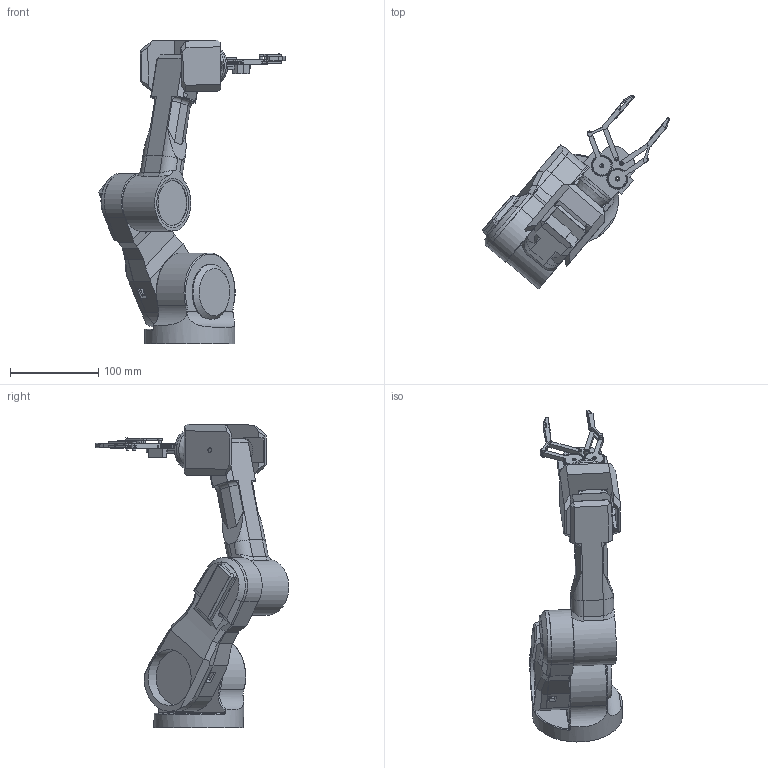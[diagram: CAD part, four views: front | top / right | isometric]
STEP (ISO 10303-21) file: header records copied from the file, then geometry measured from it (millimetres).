
FILE_DESCRIPTION(/* description */ ('STEP AP242','CAx-IF Rec.Pracs.---Representation and Presentation of Product Manufacturing Information (PMI)---4.0---2014-10-13','CAx-IF Rec.Pracs.---3D Tessellated Geometry---0.4---2014-09-14','2;1'),/* implementation_level */ '2;1');
FILE_NAME(/* name */ '67d6b39b454395407bbf72e4',/* time_stamp */ '2025-03-16T11:18:53Z',/* author */ (''),/* organization */ (''),/* preprocessor_version */ 'ST-DEVELOPER v20',/* originating_system */ 'ONSHAPE BY PTC INC, 1.195',/* authorisation */ ' ');
FILE_SCHEMA (('AP242_MANAGED_MODEL_BASED_3D_ENGINEERING_MIM_LF { 1 0 10303 442 1 1 4 }'));
Length unit declared in the file: metre
Products named in the file (24): Assembly 1; Spur gear (29 teeth); Part 52; Part 56; Part 57; Part 16; Part 6; Part 14; Part 15; Part 11; Part 59; Part 3; Part 55; Part 2; Part 61; Part 4; Part 62; Part 58; Part 10; Part 63; Part 60; Part 19
Assembly tree (23 placements, depth 2):
  Assembly 1
    Spur gear (29 teeth)
    Part 52
    Part 56
    Part 57
    Part 16
    Part 6
    Part 6
    Part 14
    Part 15
    Part 11
    Part 59
    Part 3
    Spur gear (29 teeth)
    Part 55
    Part 2
    Part 61
    Part 4
    Part 62
    Part 58
    Part 10
    Part 63
    Part 60
    Part 19
Bounding box: 211.29 x 219.05 x 343.46 mm (x, y, z)
Volume: 1116933 mm3; surface area: 248315.2 mm2
Topology: 23 solids, 23 shells, 1138 faces, 3031 edges, 1975 vertices
Faces by surface type: plane 516, cylinder 442, bspline 145, torus 20, cone 11, sphere 4
Full cylindrical faces by diameter (mm): 1.842 x1, 2.159 x1, 2.286 x11, 2.413 x4, 2.54 x11, 2.794 x4, 3.048 x3, 3.175 x1, 3.302 x2, 3.556 x5, 3.81 x5, 3.937 x1, 4.064 x4, 4.572 x2, 4.826 x2, 5.08 x7, 5.334 x2, 5.588 x1, 6.223 x2, 6.35 x5, 7.62 x1, 13.97 x1, 25.4 x1, 26.67 x2, 30.48 x1, 33.02 x1, 37.084 x1, 38.1 x1, 38.398 x1, 42.616 x2
Entity records: 44290 total; most frequent: CARTESIAN_POINT 16067, ORIENTED_EDGE 5798, DIRECTION 5514, EDGE_CURVE 2899, AXIS2_PLACEMENT_3D 1965, VERTEX_POINT 1959, LINE 1584, VECTOR 1584
